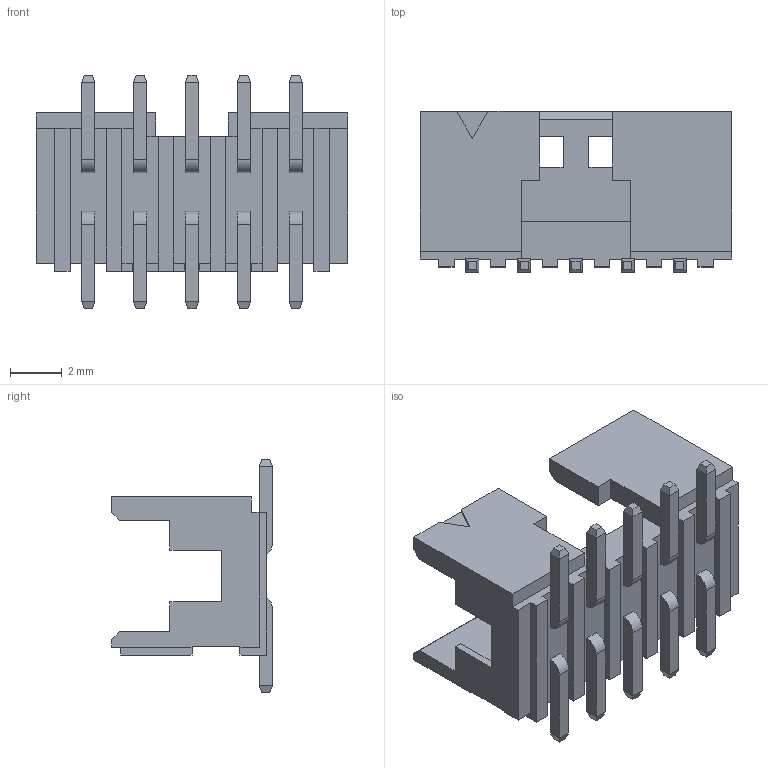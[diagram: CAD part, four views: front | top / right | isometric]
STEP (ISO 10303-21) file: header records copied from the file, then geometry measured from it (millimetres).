
FILE_DESCRIPTION (( 'STEP AP214' ), '1' );
FILE_NAME ('98424-G52-10A.STEP', '2023-05-02T17:12:55', ( '' ), ( '' ), 'SwSTEP 2.0', 'SolidWorks 2021', '' );
FILE_SCHEMA (( 'AUTOMOTIVE_DESIGN' ));
Length unit declared in the file: millimetre
Products named in the file (4): 98424-G52-10A; 98424_10; B^Assem 98424 add; A^Assem 98424 add
Assembly tree (11 placements, depth 2):
  98424-G52-10A
    98424_10
    A^Assem 98424 add  x5
    B^Assem 98424 add  x5
Bounding box: 12 x 6.2 x 9 mm (x, y, z)
Volume: 174.3 mm3; surface area: 512.8 mm2
Topology: 11 solids, 11 shells, 206 faces, 516 edges, 330 vertices
Faces by surface type: plane 196, cylinder 10
Entity records: 4210 total; most frequent: CARTESIAN_POINT 730, ORIENTED_EDGE 712, DIRECTION 640, EDGE_CURVE 356, LINE 352, VECTOR 352, VERTEX_POINT 234, AXIS2_PLACEMENT_3D 144
